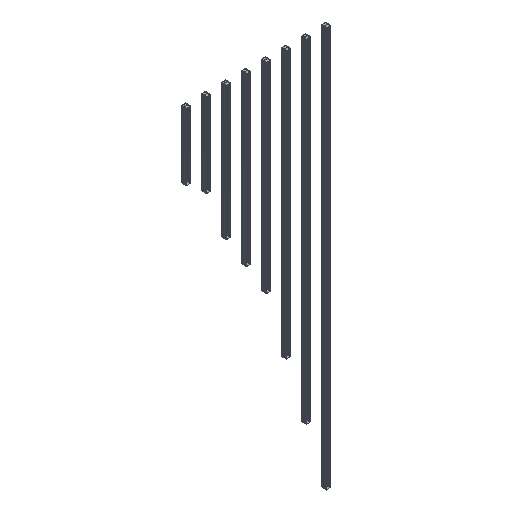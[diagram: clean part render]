
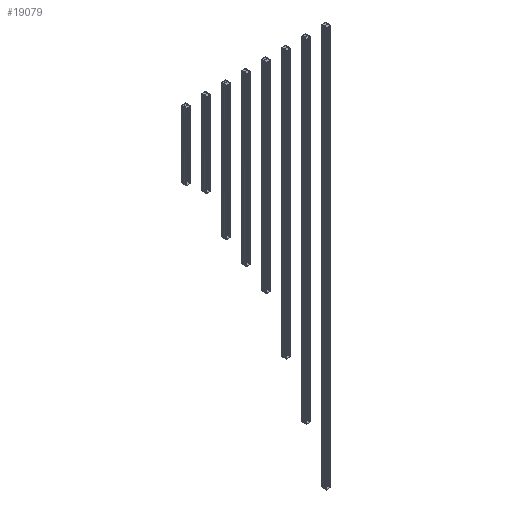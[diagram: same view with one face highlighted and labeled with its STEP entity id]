
A CAD part, isometric view. The second image highlights one B-rep face of the part: STEP entity #19079.
In plain terms, the highlighted planar face has unit normal (-1, 0, 0).
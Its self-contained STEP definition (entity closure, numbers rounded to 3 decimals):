
#512 = CARTESIAN_POINT ( 'NONE',  ( -17.5, 19.8, 0. ) ) ;
#3014 = LINE ( 'NONE', #9254, #22151 ) ;
#3217 = EDGE_CURVE ( 'NONE', #13491, #5584, #9214, .T. ) ;
#3295 = VECTOR ( 'NONE', #10653, 1000. ) ;
#3447 = VERTEX_POINT ( 'NONE', #37788 ) ;
#4609 = CARTESIAN_POINT ( 'NONE',  ( -17.5, 19.8, -3000. ) ) ;
#5584 = VERTEX_POINT ( 'NONE', #37378 ) ;
#5839 = AXIS2_PLACEMENT_3D ( 'NONE', #20788, #36651, #17762 ) ;
#6233 = DIRECTION ( 'NONE',  ( 0., -1., 0. ) ) ;
#9214 = LINE ( 'NONE', #10783, #3295 ) ;
#9254 = CARTESIAN_POINT ( 'NONE',  ( -17.5, 0., -3000. ) ) ;
#9802 = EDGE_CURVE ( 'NONE', #38953, #13491, #23633, .T. ) ;
#10653 = DIRECTION ( 'NONE',  ( 0., -1., 0. ) ) ;
#10783 = CARTESIAN_POINT ( 'NONE',  ( -17.5, 0., 0. ) ) ;
#12594 = ORIENTED_EDGE ( 'NONE', *, *, #37244, .T. ) ;
#13484 = EDGE_LOOP ( 'NONE', ( #31008, #39592, #12594, #15566 ) ) ;
#13491 = VERTEX_POINT ( 'NONE', #512 ) ;
#14041 = VECTOR ( 'NONE', #23287, 1000. ) ;
#14787 = DIRECTION ( 'NONE',  ( 0., 0., 1. ) ) ;
#15566 = ORIENTED_EDGE ( 'NONE', *, *, #17066, .T. ) ;
#17066 = EDGE_CURVE ( 'NONE', #3447, #5584, #27312, .T. ) ;
#17235 = VECTOR ( 'NONE', #14787, 1000. ) ;
#17350 = PLANE ( 'NONE',  #5839 ) ;
#17762 = DIRECTION ( 'NONE',  ( 0., 0., 1. ) ) ;
#19079 = ADVANCED_FACE ( 'NONE', ( #34543 ), #17350, .T. ) ;
#20788 = CARTESIAN_POINT ( 'NONE',  ( -17.5, 0., -3000. ) ) ;
#22151 = VECTOR ( 'NONE', #6233, 1000. ) ;
#23287 = DIRECTION ( 'NONE',  ( 0., 0., 1. ) ) ;
#23633 = LINE ( 'NONE', #24129, #17235 ) ;
#24129 = CARTESIAN_POINT ( 'NONE',  ( -17.5, 19.8, -3000. ) ) ;
#27312 = LINE ( 'NONE', #29303, #14041 ) ;
#29303 = CARTESIAN_POINT ( 'NONE',  ( -17.5, -19.8, -3000. ) ) ;
#31008 = ORIENTED_EDGE ( 'NONE', *, *, #3217, .F. ) ;
#34543 = FACE_OUTER_BOUND ( 'NONE', #13484, .T. ) ;
#36651 = DIRECTION ( 'NONE',  ( -1., 0., 0. ) ) ;
#37244 = EDGE_CURVE ( 'NONE', #38953, #3447, #3014, .T. ) ;
#37378 = CARTESIAN_POINT ( 'NONE',  ( -17.5, -19.8, 0. ) ) ;
#37788 = CARTESIAN_POINT ( 'NONE',  ( -17.5, -19.8, -3000. ) ) ;
#38953 = VERTEX_POINT ( 'NONE', #4609 ) ;
#39592 = ORIENTED_EDGE ( 'NONE', *, *, #9802, .F. ) ;
